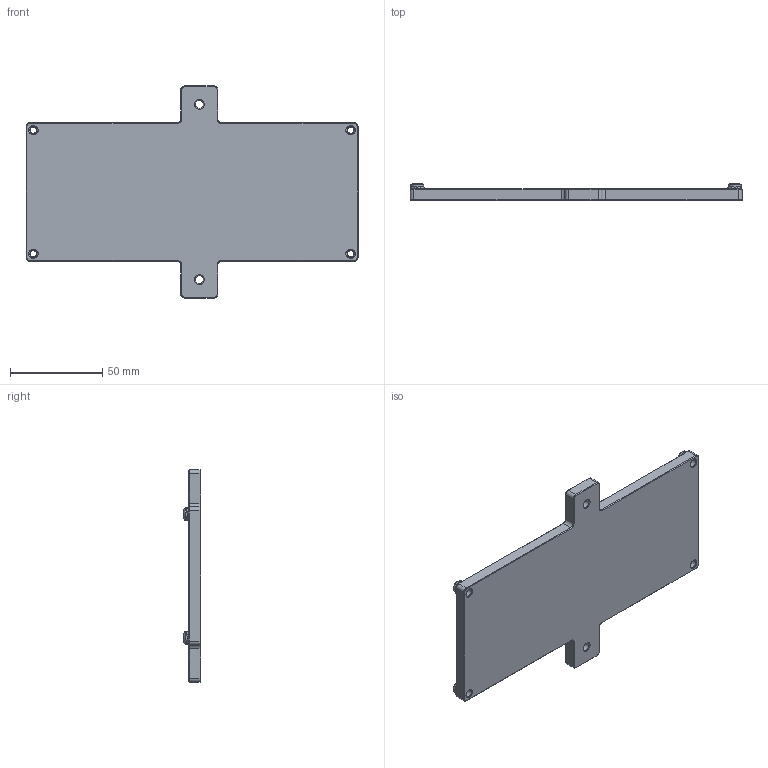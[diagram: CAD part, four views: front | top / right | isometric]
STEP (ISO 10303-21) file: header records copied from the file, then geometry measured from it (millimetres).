
FILE_DESCRIPTION(/* description */ (''),/* implementation_level */ '2;1');
FILE_NAME(/* name */ 'Corevus_Mount_Extrusion_Vertical_M4.step',/* time_stamp */ '2023-10-20T12:57:04-04:00',/* author */ ('hugob'),/* organization */ (''),/* preprocessor_version */ 'ST-DEVELOPER v20',/* originating_system */ 'Autodesk Inventor 2024',/* authorisation */ '');
FILE_SCHEMA (('AUTOMOTIVE_DESIGN { 1 0 10303 214 3 1 1 }'));
Length unit declared in the file: millimetre
Products named in the file (1): Corevus_Mount_Extrusion_Vertical_M4
Bounding box: 180 x 9.5 x 115 mm (x, y, z)
Volume: 92452.2 mm3; surface area: 32792.4 mm2
Topology: 1 solids, 1 shells, 178 faces, 434 edges, 264 vertices
Faces by surface type: bspline 60, plane 48, cone 30, cylinder 28, torus 12
Full cylindrical faces by diameter (mm): 3.4 x4, 4.3 x4, 4.4 x2, 7 x4, 7.65 x2
Entity records: 6309 total; most frequent: CARTESIAN_POINT 2391, ORIENTED_EDGE 868, DIRECTION 684, EDGE_CURVE 434, VERTEX_POINT 264, AXIS2_PLACEMENT_3D 245, EDGE_LOOP 196, LINE 194
